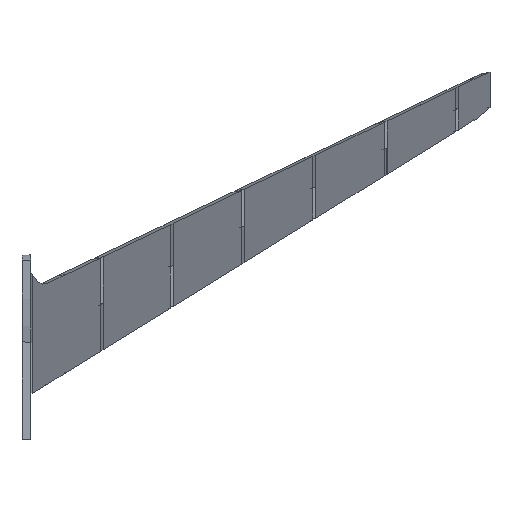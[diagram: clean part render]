
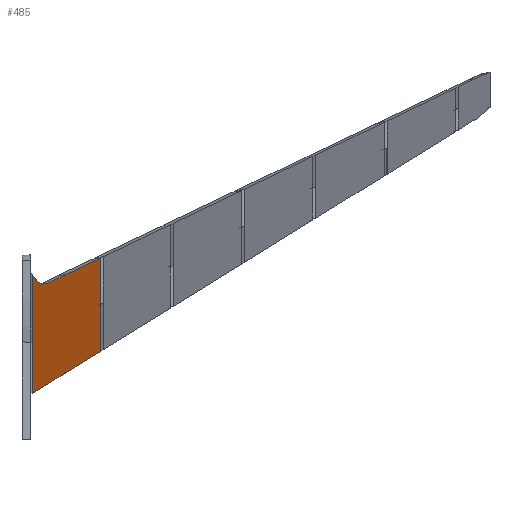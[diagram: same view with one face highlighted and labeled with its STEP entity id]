
A CAD part, front view. The second image highlights one B-rep face of the part: STEP entity #485.
In plain terms, the highlighted planar face has unit normal (0.987, -0.164, 0).
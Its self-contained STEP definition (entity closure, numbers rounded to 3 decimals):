
#284=CARTESIAN_POINT('Vertex',(114.69,323.75,47.986)) ;
#288=CARTESIAN_POINT('Control Point',(119.053,350.,50.071)) ;
#289=CARTESIAN_POINT('Control Point',(117.599,341.25,49.376)) ;
#290=CARTESIAN_POINT('Control Point',(116.145,332.5,48.681)) ;
#291=CARTESIAN_POINT('Control Point',(114.69,323.75,47.986)) ;
#292=CARTESIAN_POINT('Vertex',(119.053,350.,50.071)) ;
#398=CARTESIAN_POINT('Axis2P3D Location',(110.716,299.836,28.788)) ;
#404=CARTESIAN_POINT('Control Point',(111.076,302.,22.332)) ;
#405=CARTESIAN_POINT('Control Point',(111.257,303.092,22.434)) ;
#406=CARTESIAN_POINT('Control Point',(111.443,304.211,22.54)) ;
#407=CARTESIAN_POINT('Control Point',(111.634,305.356,22.65)) ;
#408=CARTESIAN_POINT('Control Point',(111.994,307.522,22.86)) ;
#409=CARTESIAN_POINT('Control Point',(112.357,309.709,23.075)) ;
#410=CARTESIAN_POINT('Control Point',(112.529,310.746,23.178)) ;
#411=CARTESIAN_POINT('Control Point',(113.049,313.872,23.49)) ;
#412=CARTESIAN_POINT('Control Point',(113.585,317.097,23.817)) ;
#413=CARTESIAN_POINT('Control Point',(113.95,319.292,24.04)) ;
#414=CARTESIAN_POINT('Control Point',(114.32,321.52,24.268)) ;
#415=CARTESIAN_POINT('Control Point',(114.69,323.75,24.497)) ;
#416=CARTESIAN_POINT('Vertex',(111.076,302.,22.332)) ;
#418=CARTESIAN_POINT('Vertex',(114.69,323.75,24.497)) ;
#422=CARTESIAN_POINT('Control Point',(114.69,323.75,24.497)) ;
#423=CARTESIAN_POINT('Control Point',(116.145,332.5,25.396)) ;
#424=CARTESIAN_POINT('Control Point',(117.599,341.25,26.295)) ;
#425=CARTESIAN_POINT('Control Point',(119.053,350.,27.194)) ;
#426=CARTESIAN_POINT('Vertex',(119.053,350.,27.194)) ;
#430=CARTESIAN_POINT('Control Point',(127.03,398.,32.126)) ;
#431=CARTESIAN_POINT('Control Point',(124.374,382.015,30.484)) ;
#432=CARTESIAN_POINT('Control Point',(121.713,366.009,28.839)) ;
#433=CARTESIAN_POINT('Control Point',(119.053,350.,27.194)) ;
#434=CARTESIAN_POINT('Vertex',(127.03,398.,32.126)) ;
#438=CARTESIAN_POINT('Control Point',(127.03,398.,53.884)) ;
#439=CARTESIAN_POINT('Control Point',(127.03,398.,32.126)) ;
#440=CARTESIAN_POINT('Vertex',(127.03,398.,53.884)) ;
#444=CARTESIAN_POINT('Control Point',(127.03,398.,53.884)) ;
#445=CARTESIAN_POINT('Control Point',(124.374,382.016,52.615)) ;
#446=CARTESIAN_POINT('Control Point',(121.714,366.009,51.343)) ;
#447=CARTESIAN_POINT('Control Point',(119.053,350.,50.071)) ;
#450=CARTESIAN_POINT('Control Point',(111.076,302.,50.102)) ;
#451=CARTESIAN_POINT('Control Point',(111.191,302.69,49.903)) ;
#452=CARTESIAN_POINT('Control Point',(111.308,303.395,49.711)) ;
#453=CARTESIAN_POINT('Control Point',(111.427,304.114,49.527)) ;
#454=CARTESIAN_POINT('Control Point',(111.577,305.017,49.311)) ;
#455=CARTESIAN_POINT('Control Point',(111.73,305.934,49.11)) ;
#456=CARTESIAN_POINT('Control Point',(111.759,306.109,49.073)) ;
#457=CARTESIAN_POINT('Control Point',(111.817,306.46,48.999)) ;
#458=CARTESIAN_POINT('Control Point',(111.876,306.812,48.927)) ;
#459=CARTESIAN_POINT('Control Point',(111.905,306.987,48.892)) ;
#460=CARTESIAN_POINT('Control Point',(112.097,308.146,48.667)) ;
#461=CARTESIAN_POINT('Control Point',(112.292,309.319,48.468)) ;
#462=CARTESIAN_POINT('Control Point',(112.459,310.326,48.319)) ;
#463=CARTESIAN_POINT('Control Point',(112.985,313.489,47.924)) ;
#464=CARTESIAN_POINT('Control Point',(113.534,316.794,47.736)) ;
#465=CARTESIAN_POINT('Control Point',(113.917,319.095,47.713)) ;
#466=CARTESIAN_POINT('Control Point',(114.305,321.43,47.802)) ;
#467=CARTESIAN_POINT('Control Point',(114.69,323.75,47.986)) ;
#468=CARTESIAN_POINT('Vertex',(111.076,302.,50.102)) ;
#472=CARTESIAN_POINT('Control Point',(111.076,302.,50.102)) ;
#473=CARTESIAN_POINT('Control Point',(111.076,302.,22.332)) ;
#399=DIRECTION('Axis2P3D Direction',(0.986,-0.164,0.)) ;
#400=DIRECTION('Axis2P3D XDirection',(0.163,0.982,0.094)) ;
#401=AXIS2_PLACEMENT_3D('Plane Axis2P3D',#398,#399,#400) ;
#476=ORIENTED_EDGE('',*,*,#420,.T.) ;
#477=ORIENTED_EDGE('',*,*,#428,.T.) ;
#478=ORIENTED_EDGE('',*,*,#436,.F.) ;
#479=ORIENTED_EDGE('',*,*,#442,.F.) ;
#480=ORIENTED_EDGE('',*,*,#448,.T.) ;
#481=ORIENTED_EDGE('',*,*,#294,.T.) ;
#482=ORIENTED_EDGE('',*,*,#470,.F.) ;
#483=ORIENTED_EDGE('',*,*,#474,.T.) ;
#485=ADVANCED_FACE('PartBody',(#484),#402,.T.) ;
#287=B_SPLINE_CURVE_WITH_KNOTS('',3,(#288,#289,#290,#291),.UNSPECIFIED.,.F.,.U.,(4,4),(0.,37.741),.UNSPECIFIED.) ;
#403=B_SPLINE_CURVE_WITH_KNOTS('',5,(#404,#405,#406,#407,#408,#409,#410,#411,#412,#413,#414,#415),.UNSPECIFIED.,.F.,.U.,(6,3,3,6),(40.36,49.44,57.504,73.522),.UNSPECIFIED.) ;
#421=B_SPLINE_CURVE_WITH_KNOTS('',3,(#422,#423,#424,#425),.UNSPECIFIED.,.F.,.U.,(4,4),(0.,37.779),.UNSPECIFIED.) ;
#429=B_SPLINE_CURVE_WITH_KNOTS('',3,(#430,#431,#432,#433),.UNSPECIFIED.,.F.,.U.,(4,4),(761.574,830.693),.UNSPECIFIED.) ;
#437=B_SPLINE_CURVE_WITH_KNOTS('',1,(#438,#439),.UNSPECIFIED.,.F.,.U.,(2,2),(-8.861,12.897),.UNSPECIFIED.) ;
#443=B_SPLINE_CURVE_WITH_KNOTS('',3,(#444,#445,#446,#447),.UNSPECIFIED.,.F.,.U.,(4,4),(760.951,830.003),.UNSPECIFIED.) ;
#449=B_SPLINE_CURVE_WITH_KNOTS('',5,(#450,#451,#452,#453,#454,#455,#456,#457,#458,#459,#460,#461,#462,#463,#464,#465,#466,#467),.UNSPECIFIED.,.F.,.U.,(6,3,3,3,3,6),(57.395,63.508,64.945,66.384,74.354,91.066),.UNSPECIFIED.) ;
#471=B_SPLINE_CURVE_WITH_KNOTS('',1,(#472,#473),.UNSPECIFIED.,.F.,.U.,(2,2),(-13.468,14.301),.UNSPECIFIED.) ;
#294=EDGE_CURVE('',#293,#285,#287,.T.) ;
#420=EDGE_CURVE('',#417,#419,#403,.T.) ;
#428=EDGE_CURVE('',#419,#427,#421,.T.) ;
#436=EDGE_CURVE('',#435,#427,#429,.T.) ;
#442=EDGE_CURVE('',#441,#435,#437,.T.) ;
#448=EDGE_CURVE('',#441,#293,#443,.T.) ;
#470=EDGE_CURVE('',#469,#285,#449,.T.) ;
#474=EDGE_CURVE('',#469,#417,#471,.T.) ;
#475=EDGE_LOOP('',(#476,#477,#478,#479,#480,#481,#482,#483)) ;
#484=FACE_OUTER_BOUND('',#475,.T.) ;
#402=PLANE('',#401) ;
#285=VERTEX_POINT('',#284) ;
#293=VERTEX_POINT('',#292) ;
#417=VERTEX_POINT('',#416) ;
#419=VERTEX_POINT('',#418) ;
#427=VERTEX_POINT('',#426) ;
#435=VERTEX_POINT('',#434) ;
#441=VERTEX_POINT('',#440) ;
#469=VERTEX_POINT('',#468) ;
